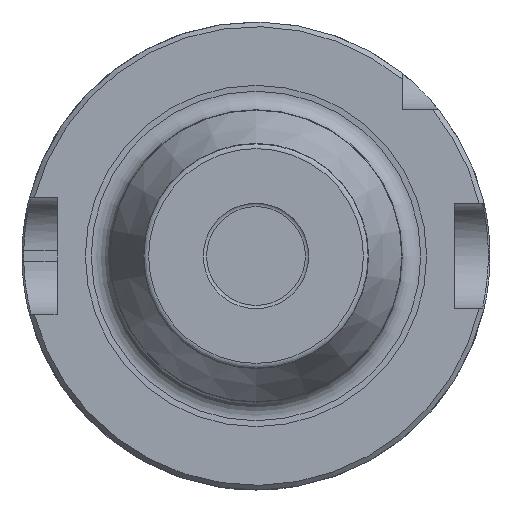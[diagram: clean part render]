
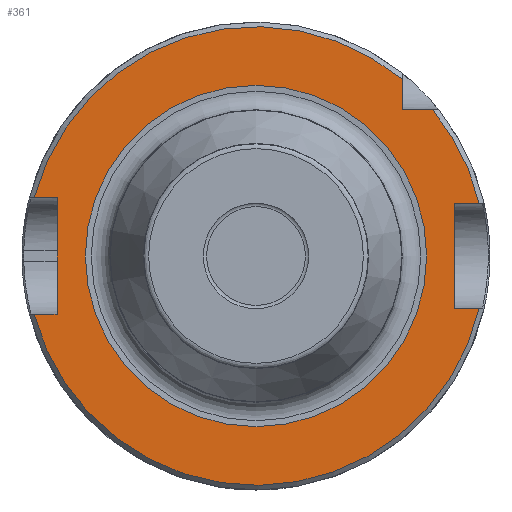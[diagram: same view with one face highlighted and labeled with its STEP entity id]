
A CAD part, left-side view. The second image highlights one B-rep face of the part: STEP entity #361.
In plain terms, the highlighted planar face has unit normal (-1, 0, 0).
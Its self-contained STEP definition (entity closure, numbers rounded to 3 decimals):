
#236=LINE('',#2038,#298);
#237=LINE('',#2043,#299);
#238=LINE('',#2045,#300);
#239=LINE('',#2047,#301);
#240=LINE('',#2051,#302);
#241=LINE('',#2053,#303);
#242=LINE('',#2055,#304);
#243=LINE('',#2059,#305);
#298=VECTOR('',#1665,1.);
#299=VECTOR('',#1668,1.);
#300=VECTOR('',#1669,1.);
#301=VECTOR('',#1670,1.);
#302=VECTOR('',#1673,1.);
#303=VECTOR('',#1674,1.);
#304=VECTOR('',#1675,1.);
#305=VECTOR('',#1678,1.);
#361=ADVANCED_FACE('',(#488,#489),#452,.F.);
#452=PLANE('',#1507);
#488=FACE_BOUND('',#545,.T.);
#489=FACE_BOUND('',#546,.T.);
#545=EDGE_LOOP('',(#664,#665,#666,#667,#668,#669,#670,#671,#672,#673,#674));
#546=EDGE_LOOP('',(#675));
#664=ORIENTED_EDGE('',*,*,#1219,.F.);
#665=ORIENTED_EDGE('',*,*,#1220,.T.);
#666=ORIENTED_EDGE('',*,*,#1221,.F.);
#667=ORIENTED_EDGE('',*,*,#1222,.F.);
#668=ORIENTED_EDGE('',*,*,#1223,.F.);
#669=ORIENTED_EDGE('',*,*,#1224,.T.);
#670=ORIENTED_EDGE('',*,*,#1225,.F.);
#671=ORIENTED_EDGE('',*,*,#1226,.F.);
#672=ORIENTED_EDGE('',*,*,#1227,.F.);
#673=ORIENTED_EDGE('',*,*,#1228,.T.);
#674=ORIENTED_EDGE('',*,*,#1229,.F.);
#675=ORIENTED_EDGE('',*,*,#1230,.F.);
#1074=VERTEX_POINT('',#2039);
#1075=VERTEX_POINT('',#2040);
#1076=VERTEX_POINT('',#2042);
#1077=VERTEX_POINT('',#2044);
#1078=VERTEX_POINT('',#2046);
#1079=VERTEX_POINT('',#2048);
#1080=VERTEX_POINT('',#2050);
#1081=VERTEX_POINT('',#2052);
#1082=VERTEX_POINT('',#2054);
#1083=VERTEX_POINT('',#2056);
#1084=VERTEX_POINT('',#2058);
#1085=VERTEX_POINT('',#2061);
#1219=EDGE_CURVE('',#1074,#1075,#236,.T.);
#1220=EDGE_CURVE('',#1074,#1076,#1424,.T.);
#1221=EDGE_CURVE('',#1077,#1076,#237,.T.);
#1222=EDGE_CURVE('',#1078,#1077,#238,.T.);
#1223=EDGE_CURVE('',#1079,#1078,#239,.T.);
#1224=EDGE_CURVE('',#1079,#1080,#1425,.T.);
#1225=EDGE_CURVE('',#1081,#1080,#240,.T.);
#1226=EDGE_CURVE('',#1082,#1081,#241,.T.);
#1227=EDGE_CURVE('',#1083,#1082,#242,.T.);
#1228=EDGE_CURVE('',#1083,#1084,#1426,.T.);
#1229=EDGE_CURVE('',#1075,#1084,#243,.T.);
#1230=EDGE_CURVE('',#1085,#1085,#1427,.T.);
#1424=CIRCLE('',#1503,39.2);
#1425=CIRCLE('',#1504,39.2);
#1426=CIRCLE('',#1505,39.2);
#1427=CIRCLE('',#1506,29.174);
#1503=AXIS2_PLACEMENT_3D('',#2041,#1666,#1667);
#1504=AXIS2_PLACEMENT_3D('',#2049,#1671,#1672);
#1505=AXIS2_PLACEMENT_3D('',#2057,#1676,#1677);
#1506=AXIS2_PLACEMENT_3D('',#2060,#1679,#1680);
#1507=AXIS2_PLACEMENT_3D('',#2062,#1681,#1682);
#1665=DIRECTION('',(0.,0.,-1.));
#1666=DIRECTION('',(-1.,0.,0.));
#1667=DIRECTION('',(0.,0.,-1.));
#1668=DIRECTION('',(0.,1.,0.));
#1669=DIRECTION('',(0.,0.,1.));
#1670=DIRECTION('',(0.,-1.,0.));
#1671=DIRECTION('',(-1.,0.,0.));
#1672=DIRECTION('',(0.,0.,-1.));
#1673=DIRECTION('',(0.,-1.,0.));
#1674=DIRECTION('',(0.,0.,-1.));
#1675=DIRECTION('',(0.,1.,0.));
#1676=DIRECTION('',(-1.,0.,0.));
#1677=DIRECTION('',(0.,0.,-1.));
#1678=DIRECTION('',(0.,-1.,0.));
#1679=DIRECTION('',(-1.,0.,0.));
#1680=DIRECTION('',(0.,0.,1.));
#1681=DIRECTION('',(1.,0.,0.));
#1682=DIRECTION('',(0.,0.,-1.));
#2038=CARTESIAN_POINT('',(74.,-25.,34.));
#2039=CARTESIAN_POINT('',(74.,-25.,30.193));
#2040=CARTESIAN_POINT('',(74.,-25.,25.));
#2041=CARTESIAN_POINT('',(74.,0.,0.));
#2042=CARTESIAN_POINT('',(74.,37.903,10.));
#2043=CARTESIAN_POINT('',(74.,49.5,10.));
#2044=CARTESIAN_POINT('',(74.,34.,10.));
#2045=CARTESIAN_POINT('',(74.,34.,-1.));
#2046=CARTESIAN_POINT('',(74.,34.,-10.));
#2047=CARTESIAN_POINT('',(74.,49.5,-10.));
#2048=CARTESIAN_POINT('',(74.,37.903,-10.));
#2049=CARTESIAN_POINT('',(74.,0.,0.));
#2050=CARTESIAN_POINT('',(74.,-38.153,-9.));
#2051=CARTESIAN_POINT('',(74.,-49.5,-9.));
#2052=CARTESIAN_POINT('',(74.,-34.,-9.));
#2053=CARTESIAN_POINT('',(74.,-34.,0.));
#2054=CARTESIAN_POINT('',(74.,-34.,9.));
#2055=CARTESIAN_POINT('',(74.,-49.5,9.));
#2056=CARTESIAN_POINT('',(74.,-38.153,9.));
#2057=CARTESIAN_POINT('',(74.,0.,0.));
#2058=CARTESIAN_POINT('',(74.,-30.193,25.));
#2059=CARTESIAN_POINT('',(74.,-49.5,25.));
#2060=CARTESIAN_POINT('',(74.,0.,0.));
#2061=CARTESIAN_POINT('',(74.,0.,29.174));
#2062=CARTESIAN_POINT('',(74.,0.,35.45));
